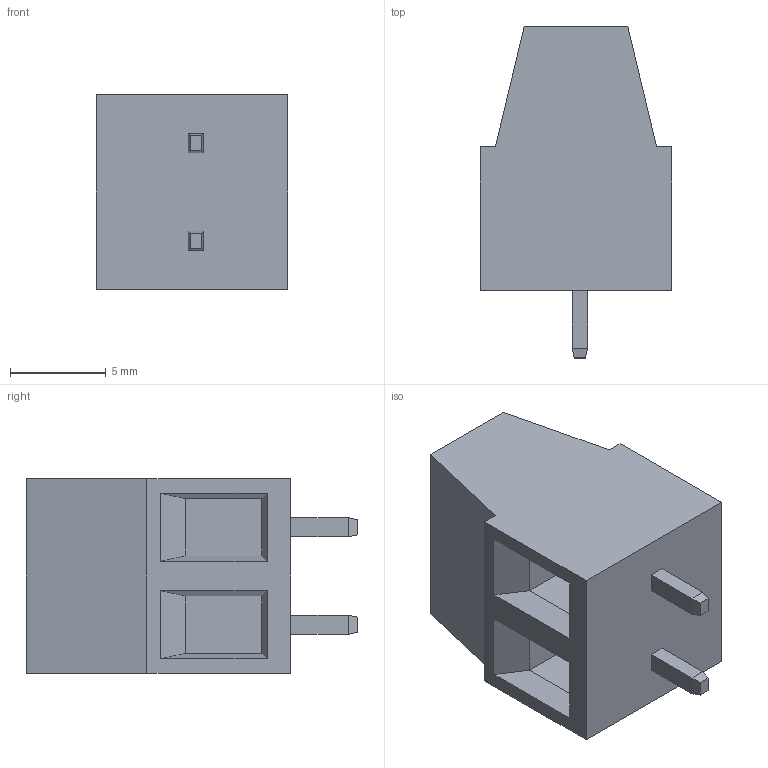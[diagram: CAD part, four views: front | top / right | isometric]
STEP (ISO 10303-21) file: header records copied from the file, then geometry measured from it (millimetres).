
FILE_DESCRIPTION (( 'STEP AP214' ), '1' );
FILE_NAME ('User Library-EK508V-02P.STEP', '2017-02-03T14:55:50', ( 'Windows User' ), ( '' ), 'SwSTEP 2.0', 'SolidWorks 2017', '' );
FILE_SCHEMA (( 'AUTOMOTIVE_DESIGN' ));
Length unit declared in the file: millimetre
Products named in the file (1): User Library-EK508V-02P
Bounding box: 10 x 17.3 x 10.16 mm (x, y, z)
Volume: 992.1 mm3; surface area: 1037.2 mm2
Topology: 1 solids, 1 shells, 66 faces, 152 edges, 96 vertices
Faces by surface type: plane 58, cylinder 8
Entity records: 2592 total; most frequent: CARTESIAN_POINT 315, DIRECTION 310, ORIENTED_EDGE 304, EDGE_CURVE 152, LINE 128, VECTOR 128, VERTEX_POINT 96, AXIS2_PLACEMENT_3D 91
